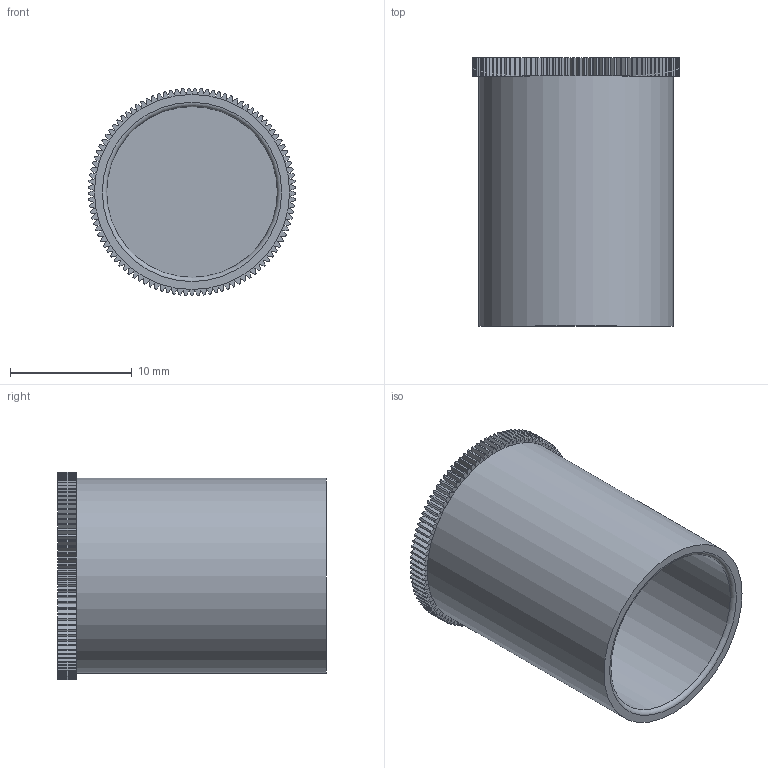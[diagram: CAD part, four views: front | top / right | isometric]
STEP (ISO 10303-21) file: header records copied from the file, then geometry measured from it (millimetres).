
FILE_DESCRIPTION(/* description */ (''),/* implementation_level */ '2;1');
FILE_NAME(/* name */ 'Staubschutzkappe_14x20.stp',/* time_stamp */ '2016-09-21T13:59:20+02:00',/* author */ (''),/* organization */ (''),/* preprocessor_version */ 'ST-DEVELOPER v16',/* originating_system */ 'SIEMENS PLM Software NX 10.0',/* authorisation */ '');
FILE_SCHEMA (('AUTOMOTIVE_DESIGN { 1 0 10303 214 3 1 1 1 }'));
Length unit declared in the file: millimetre
Products named in the file (1): 5013736__Staubschutzkappe_part_64919
Bounding box: 17 x 22 x 17 mm (x, y, z)
Volume: 1370.6 mm3; surface area: 2501.9 mm2
Topology: 1 solids, 1 shells, 322 faces, 954 edges, 636 vertices
Faces by surface type: plane 214, cylinder 107, torus 1
Full cylindrical faces by diameter (mm): 14 x1, 16 x1
Entity records: 10753 total; most frequent: CARTESIAN_POINT 1908, ORIENTED_EDGE 1900, DIRECTION 1811, EDGE_CURVE 950, LINE 735, VECTOR 735, VERTEX_POINT 635, AXIS2_PLACEMENT_3D 538
